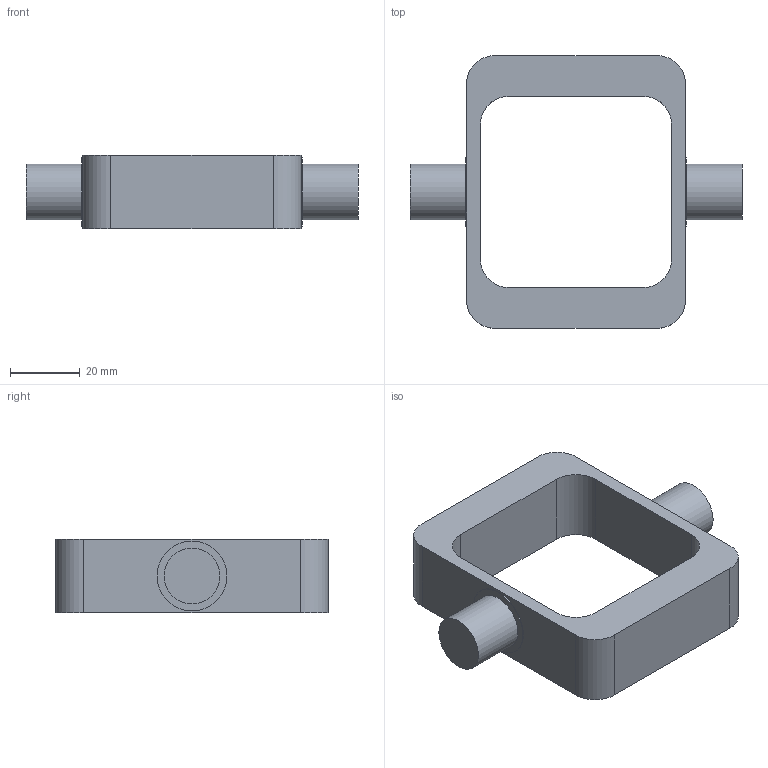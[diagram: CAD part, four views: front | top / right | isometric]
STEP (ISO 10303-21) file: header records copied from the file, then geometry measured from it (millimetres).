
FILE_DESCRIPTION((''),'2;1');
FILE_NAME('1380_40_12F.stp','2006-07-11T15:30:39',('rivolro1'),(''),'Autodesk Inventor 11','Autodesk Inventor 11','');
FILE_SCHEMA(('AUTOMOTIVE_DESIGN { 1 0 10303 214 1 1 1 1 }'));
Length unit declared in the file: millimetre
Products named in the file (1): 1380_40_12F
Bounding box: 95 x 78 x 21 mm (x, y, z)
Volume: 46264.6 mm3; surface area: 15338.2 mm2
Topology: 1 solids, 1 shells, 26 faces, 60 edges, 40 vertices
Faces by surface type: plane 14, cylinder 12
Full cylindrical faces by diameter (mm): 16 x2, 20 x2
Entity records: 755 total; most frequent: DIRECTION 134, CARTESIAN_POINT 123, ORIENTED_EDGE 112, EDGE_CURVE 56, AXIS2_PLACEMENT_3D 51, VERTEX_POINT 40, EDGE_LOOP 36, VECTOR 32
